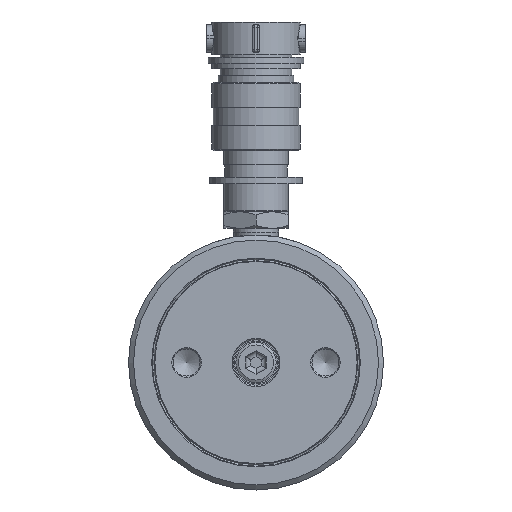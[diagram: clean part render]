
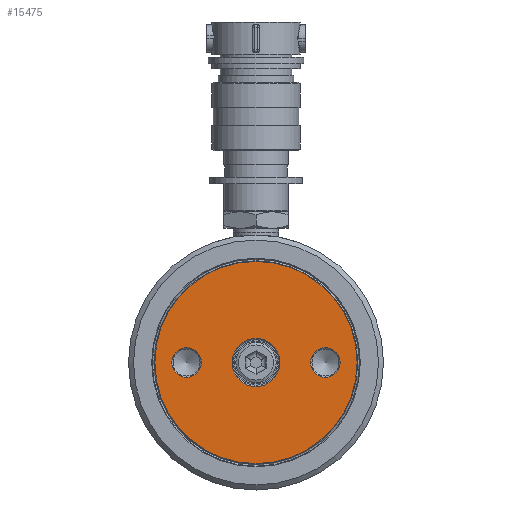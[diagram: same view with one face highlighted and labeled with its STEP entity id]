
A CAD part, front view. The second image highlights one B-rep face of the part: STEP entity #15475.
In plain terms, the highlighted planar face has unit normal (0, -1, 0).
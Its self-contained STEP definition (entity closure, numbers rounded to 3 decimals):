
#56 = CARTESIAN_POINT ( 'NONE',  ( -27.5, 0., 0. ) ) ;
#947 = EDGE_LOOP ( 'NONE', ( #1610 ) ) ;
#1112 = DIRECTION ( 'NONE',  ( -1., 0., 0. ) ) ;
#1135 = FACE_BOUND ( 'NONE', #947, .T. ) ;
#1610 = ORIENTED_EDGE ( 'NONE', *, *, #17921, .T. ) ;
#2168 = ORIENTED_EDGE ( 'NONE', *, *, #9432, .T. ) ;
#2472 = CARTESIAN_POINT ( 'NONE',  ( 27.5, 0., 0. ) ) ;
#3252 = DIRECTION ( 'NONE',  ( -1., 0., 0. ) ) ;
#3738 = DIRECTION ( 'NONE',  ( 0., 1., 0. ) ) ;
#4052 = VERTEX_POINT ( 'NONE', #4877 ) ;
#4089 = VERTEX_POINT ( 'NONE', #8418 ) ;
#4354 = EDGE_CURVE ( 'NONE', #6718, #6718, #9207, .T. ) ;
#4521 = CIRCLE ( 'NONE', #15699, 5.858 ) ;
#4530 = CIRCLE ( 'NONE', #11203, 9.5 ) ;
#4877 = CARTESIAN_POINT ( 'NONE',  ( -9.5, 0., 0. ) ) ;
#5060 = AXIS2_PLACEMENT_3D ( 'NONE', #12881, #11596, #3252 ) ;
#5121 = CARTESIAN_POINT ( 'NONE',  ( 0., 0., -9. ) ) ;
#5733 = CARTESIAN_POINT ( 'NONE',  ( -40.05, 0., 0. ) ) ;
#6718 = VERTEX_POINT ( 'NONE', #12212 ) ;
#7418 = DIRECTION ( 'NONE',  ( 0., 1., 0. ) ) ;
#8101 = FACE_BOUND ( 'NONE', #16225, .T. ) ;
#8418 = CARTESIAN_POINT ( 'NONE',  ( -33.358, 0., 0. ) ) ;
#8743 = AXIS2_PLACEMENT_3D ( 'NONE', #5121, #3738, #1112 ) ;
#9125 = EDGE_CURVE ( 'NONE', #17839, #17839, #12392, .T. ) ;
#9207 = CIRCLE ( 'NONE', #14477, 5.858 ) ;
#9432 = EDGE_CURVE ( 'NONE', #4089, #4089, #4521, .T. ) ;
#10884 = DIRECTION ( 'NONE',  ( -1., 0., 0. ) ) ;
#11203 = AXIS2_PLACEMENT_3D ( 'NONE', #13197, #7418, #13139 ) ;
#11596 = DIRECTION ( 'NONE',  ( 0., -1., 0. ) ) ;
#12042 = DIRECTION ( 'NONE',  ( 0., 1., 0. ) ) ;
#12212 = CARTESIAN_POINT ( 'NONE',  ( 21.642, 0., 0. ) ) ;
#12392 = CIRCLE ( 'NONE', #5060, 40.05 ) ;
#12441 = DIRECTION ( 'NONE',  ( -1., 0., 0. ) ) ;
#12470 = FACE_OUTER_BOUND ( 'NONE', #16311, .T. ) ;
#12881 = CARTESIAN_POINT ( 'NONE',  ( 0., 0., 0. ) ) ;
#13139 = DIRECTION ( 'NONE',  ( -1., 0., 0. ) ) ;
#13197 = CARTESIAN_POINT ( 'NONE',  ( 0., 0., 0. ) ) ;
#14477 = AXIS2_PLACEMENT_3D ( 'NONE', #2472, #12042, #10884 ) ;
#15095 = FACE_BOUND ( 'NONE', #16868, .T. ) ;
#15125 = DIRECTION ( 'NONE',  ( 0., 1., 0. ) ) ;
#15475 = ADVANCED_FACE ( 'NONE', ( #8101, #15095, #1135, #12470 ), #17593, .F. ) ;
#15699 = AXIS2_PLACEMENT_3D ( 'NONE', #56, #15125, #12441 ) ;
#16225 = EDGE_LOOP ( 'NONE', ( #17599 ) ) ;
#16311 = EDGE_LOOP ( 'NONE', ( #17200 ) ) ;
#16868 = EDGE_LOOP ( 'NONE', ( #2168 ) ) ;
#17200 = ORIENTED_EDGE ( 'NONE', *, *, #9125, .T. ) ;
#17593 = PLANE ( 'NONE',  #8743 ) ;
#17599 = ORIENTED_EDGE ( 'NONE', *, *, #4354, .T. ) ;
#17839 = VERTEX_POINT ( 'NONE', #5733 ) ;
#17921 = EDGE_CURVE ( 'NONE', #4052, #4052, #4530, .T. ) ;
